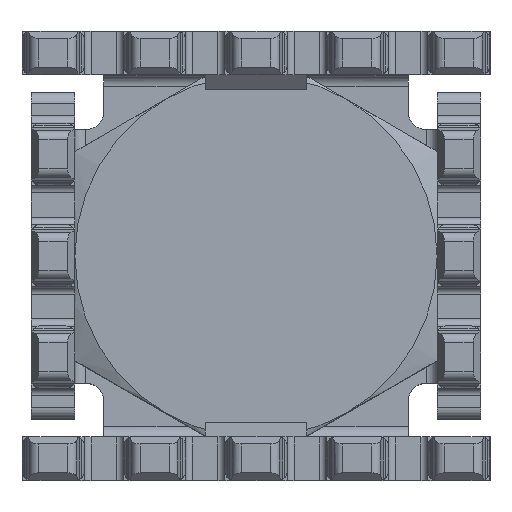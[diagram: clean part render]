
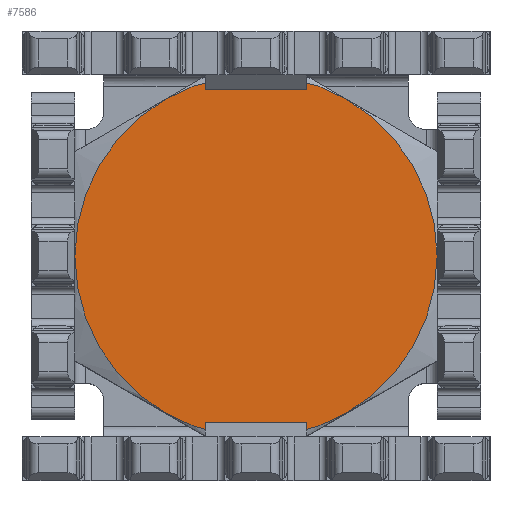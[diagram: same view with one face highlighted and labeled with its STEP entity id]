
A CAD part, top view. The second image highlights one B-rep face of the part: STEP entity #7586.
In plain terms, the highlighted face is planar.
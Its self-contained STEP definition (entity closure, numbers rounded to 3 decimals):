
#138 = CARTESIAN_POINT ( 'NONE',  ( 0., 0., 0. ) ) ;
#186 = EDGE_CURVE ( 'NONE', #11355, #1721, #10388, .T. ) ;
#307 = DIRECTION ( 'NONE',  ( 0., 0., -1. ) ) ;
#610 = EDGE_CURVE ( 'NONE', #16071, #18177, #8151, .T. ) ;
#748 = EDGE_CURVE ( 'NONE', #23212, #11355, #14955, .T. ) ;
#1065 = CARTESIAN_POINT ( 'NONE',  ( 0., 0., 0. ) ) ;
#1172 = FACE_OUTER_BOUND ( 'NONE', #14957, .T. ) ;
#1425 = CARTESIAN_POINT ( 'NONE',  ( 0., 0., -5. ) ) ;
#1721 = VERTEX_POINT ( 'NONE', #18539 ) ;
#1852 = DIRECTION ( 'NONE',  ( 0., 0., -1. ) ) ;
#1883 = AXIS2_PLACEMENT_3D ( 'NONE', #24701, #12909, #18582 ) ;
#1961 = DIRECTION ( 'NONE',  ( 0., 0., -1. ) ) ;
#2009 = ORIENTED_EDGE ( 'NONE', *, *, #610, .F. ) ;
#2351 = CIRCLE ( 'NONE', #19942, 5. ) ;
#2981 = VERTEX_POINT ( 'NONE', #1425 ) ;
#3018 = AXIS2_PLACEMENT_3D ( 'NONE', #19507, #13577, #17526 ) ;
#3862 = ORIENTED_EDGE ( 'NONE', *, *, #186, .F. ) ;
#4700 = ORIENTED_EDGE ( 'NONE', *, *, #17995, .F. ) ;
#5533 = CIRCLE ( 'NONE', #22517, 5. ) ;
#6659 = DIRECTION ( 'NONE',  ( 1., 0., 0. ) ) ;
#7409 = PLANE ( 'NONE',  #3018 ) ;
#7586 = ADVANCED_FACE ( 'NONE', ( #1172 ), #7409, .F. ) ;
#7905 = ORIENTED_EDGE ( 'NONE', *, *, #13765, .F. ) ;
#8151 = CIRCLE ( 'NONE', #25346, 5. ) ;
#8457 = ORIENTED_EDGE ( 'NONE', *, *, #23762, .F. ) ;
#8652 = DIRECTION ( 'NONE',  ( 0., 0., -1. ) ) ;
#10124 = CARTESIAN_POINT ( 'NONE',  ( 0., 2.5, -4.33 ) ) ;
#10388 = CIRCLE ( 'NONE', #21391, 5. ) ;
#10608 = CIRCLE ( 'NONE', #25259, 5. ) ;
#11355 = VERTEX_POINT ( 'NONE', #13991 ) ;
#12088 = DIRECTION ( 'NONE',  ( 1., 0., 0. ) ) ;
#12854 = DIRECTION ( 'NONE',  ( 0., 0., -1. ) ) ;
#12909 = DIRECTION ( 'NONE',  ( 1., 0., 0. ) ) ;
#12942 = DIRECTION ( 'NONE',  ( 1., 0., 0. ) ) ;
#13418 = CIRCLE ( 'NONE', #23260, 5. ) ;
#13577 = DIRECTION ( 'NONE',  ( 1., 0., 0. ) ) ;
#13654 = DIRECTION ( 'NONE',  ( 1., 0., 0. ) ) ;
#13765 = EDGE_CURVE ( 'NONE', #2981, #16071, #10608, .T. ) ;
#13991 = CARTESIAN_POINT ( 'NONE',  ( 0., -2.5, 4.33 ) ) ;
#14955 = CIRCLE ( 'NONE', #1883, 5. ) ;
#14957 = EDGE_LOOP ( 'NONE', ( #2009, #7905, #4700, #8457, #3862, #22548, #20185 ) ) ;
#15295 = VERTEX_POINT ( 'NONE', #19122 ) ;
#15819 = CARTESIAN_POINT ( 'NONE',  ( 0., 2.5, 4.33 ) ) ;
#16071 = VERTEX_POINT ( 'NONE', #10124 ) ;
#17526 = DIRECTION ( 'NONE',  ( 0., 0., -1. ) ) ;
#17995 = EDGE_CURVE ( 'NONE', #15295, #2981, #2351, .T. ) ;
#18177 = VERTEX_POINT ( 'NONE', #22337 ) ;
#18539 = CARTESIAN_POINT ( 'NONE',  ( 0., -5., 0. ) ) ;
#18582 = DIRECTION ( 'NONE',  ( 0., 0., -1. ) ) ;
#19122 = CARTESIAN_POINT ( 'NONE',  ( 0., -2.5, -4.33 ) ) ;
#19507 = CARTESIAN_POINT ( 'NONE',  ( 0., 0., 0. ) ) ;
#19928 = CARTESIAN_POINT ( 'NONE',  ( 0., 0., 0. ) ) ;
#19942 = AXIS2_PLACEMENT_3D ( 'NONE', #25429, #13654, #1961 ) ;
#20185 = ORIENTED_EDGE ( 'NONE', *, *, #20599, .F. ) ;
#20599 = EDGE_CURVE ( 'NONE', #18177, #23212, #13418, .T. ) ;
#20637 = CARTESIAN_POINT ( 'NONE',  ( 0., 0., 0. ) ) ;
#21391 = AXIS2_PLACEMENT_3D ( 'NONE', #1065, #12942, #12854 ) ;
#21811 = DIRECTION ( 'NONE',  ( 1., 0., 0. ) ) ;
#22337 = CARTESIAN_POINT ( 'NONE',  ( 0., 5., 0. ) ) ;
#22517 = AXIS2_PLACEMENT_3D ( 'NONE', #138, #21811, #307 ) ;
#22548 = ORIENTED_EDGE ( 'NONE', *, *, #748, .F. ) ;
#23212 = VERTEX_POINT ( 'NONE', #15819 ) ;
#23260 = AXIS2_PLACEMENT_3D ( 'NONE', #20637, #6659, #8652 ) ;
#23762 = EDGE_CURVE ( 'NONE', #1721, #15295, #5533, .T. ) ;
#23777 = DIRECTION ( 'NONE',  ( 1., 0., 0. ) ) ;
#23863 = CARTESIAN_POINT ( 'NONE',  ( 0., 0., 0. ) ) ;
#24701 = CARTESIAN_POINT ( 'NONE',  ( 0., 0., 0. ) ) ;
#25259 = AXIS2_PLACEMENT_3D ( 'NONE', #19928, #23777, #25585 ) ;
#25346 = AXIS2_PLACEMENT_3D ( 'NONE', #23863, #12088, #1852 ) ;
#25429 = CARTESIAN_POINT ( 'NONE',  ( 0., 0., 0. ) ) ;
#25585 = DIRECTION ( 'NONE',  ( 0., 0., -1. ) ) ;
